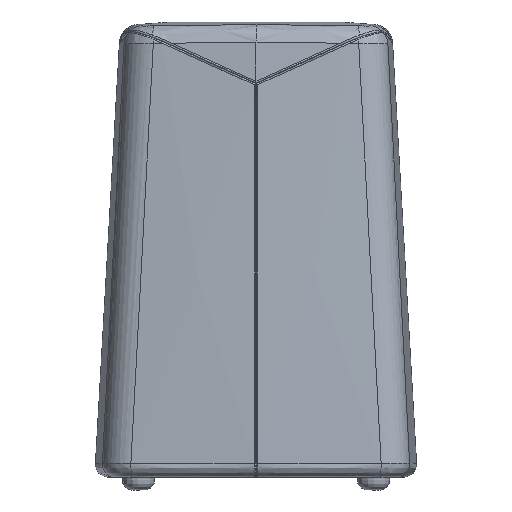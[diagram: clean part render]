
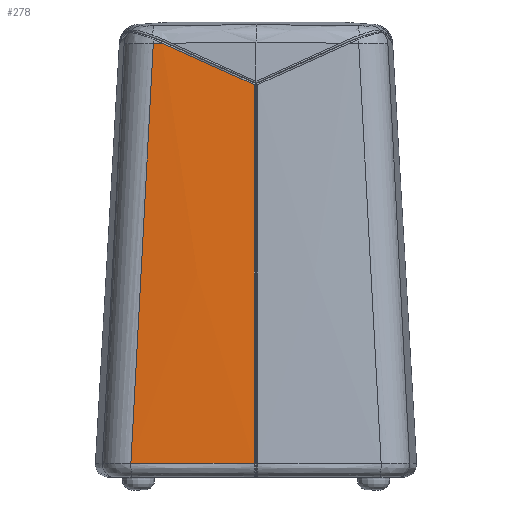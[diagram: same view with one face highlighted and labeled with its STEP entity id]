
A CAD part, left-side view. The second image highlights one B-rep face of the part: STEP entity #278.
In plain terms, the highlighted free-form (B-spline) face has degree [2, 1] with [3, 2] control points.
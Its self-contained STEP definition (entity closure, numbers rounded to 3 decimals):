
#107=(
BOUNDED_SURFACE()
B_SPLINE_SURFACE(2,1,((#4514,#4515),(#4516,#4517),(#4518,#4519)),
 .UNSPECIFIED.,.F.,.F.,.F.)
B_SPLINE_SURFACE_WITH_KNOTS((3,3),(2,2),(2760.501,3151.264),
(0.,1.),.UNSPECIFIED.)
GEOMETRIC_REPRESENTATION_ITEM()
RATIONAL_B_SPLINE_SURFACE(((1.,1.),(0.994,0.996),
(1.,1.)))
REPRESENTATION_ITEM('')
SURFACE()
);
#278=ADVANCED_FACE('',(#398),#107,.T.);
#398=FACE_OUTER_BOUND('',#518,.T.);
#518=EDGE_LOOP('',(#832,#833,#834,#835,#836));
#832=ORIENTED_EDGE('',*,*,#1257,.F.);
#833=ORIENTED_EDGE('',*,*,#1238,.F.);
#834=ORIENTED_EDGE('',*,*,#1240,.T.);
#835=ORIENTED_EDGE('',*,*,#1235,.F.);
#836=ORIENTED_EDGE('',*,*,#1263,.F.);
#1235=EDGE_CURVE('',#1787,#1782,#1468,.T.);
#1238=EDGE_CURVE('',#1792,#1795,#1471,.T.);
#1240=EDGE_CURVE('',#1792,#1782,#1473,.T.);
#1257=EDGE_CURVE('',#1795,#1799,#1622,.T.);
#1263=EDGE_CURVE('',#1799,#1787,#1628,.T.);
#1468=(
BOUNDED_CURVE()
B_SPLINE_CURVE(3,(#4893,#4894,#4895,#4896),.UNSPECIFIED.,.F.,.F.)
B_SPLINE_CURVE_WITH_KNOTS((4,4),(-190.045,-0.99),
 .UNSPECIFIED.)
CURVE()
GEOMETRIC_REPRESENTATION_ITEM()
RATIONAL_B_SPLINE_CURVE((1.,1.,1.,1.))
REPRESENTATION_ITEM('')
);
#1471=(
BOUNDED_CURVE()
B_SPLINE_CURVE(3,(#4906,#4907,#4908,#4909),.UNSPECIFIED.,.F.,.F.)
B_SPLINE_CURVE_WITH_KNOTS((4,4),(-2.411,11.671),
 .UNSPECIFIED.)
CURVE()
GEOMETRIC_REPRESENTATION_ITEM()
RATIONAL_B_SPLINE_CURVE((1.,1.,1.,1.))
REPRESENTATION_ITEM('')
);
#1473=(
BOUNDED_CURVE()
B_SPLINE_CURVE(1,(#4912,#4913),.UNSPECIFIED.,.F.,.F.)
B_SPLINE_CURVE_WITH_KNOTS((2,2),(-0.959,-0.03),
 .UNSPECIFIED.)
CURVE()
GEOMETRIC_REPRESENTATION_ITEM()
RATIONAL_B_SPLINE_CURVE((1.,1.))
REPRESENTATION_ITEM('')
);
#1622=B_SPLINE_CURVE_WITH_KNOTS('',3,(#5072,#5073,#5074,#5075,#5076,#5077,
#5078,#5079,#5080),.UNSPECIFIED.,.F.,.F.,(4,1,1,1,2,4),(553.815,
556.558,559.916,563.275,635.695,709.549),
 .UNSPECIFIED.);
#1628=B_SPLINE_CURVE_WITH_KNOTS('',3,(#5114,#5115,#5116,#5117,#5118),
 .UNSPECIFIED.,.F.,.F.,(4,1,4),(1.925,585.953,589.82),
 .UNSPECIFIED.);
#1782=VERTEX_POINT('',#4833);
#1787=VERTEX_POINT('',#4838);
#1792=VERTEX_POINT('',#4843);
#1795=VERTEX_POINT('',#4846);
#1799=VERTEX_POINT('',#4850);
#4514=CARTESIAN_POINT('',(-549.074,194.973,20.));
#4515=CARTESIAN_POINT('',(-512.81,157.571,720.));
#4516=CARTESIAN_POINT('',(-570.995,0.,20.));
#4517=CARTESIAN_POINT('',(-527.22,0.,720.));
#4518=CARTESIAN_POINT('',(-549.074,-194.973,20.));
#4519=CARTESIAN_POINT('',(-512.81,-157.571,720.));
#4833=CARTESIAN_POINT('',(-547.979,193.843,41.147));
#4838=CARTESIAN_POINT('',(-558.788,3.,41.141));
#4843=CARTESIAN_POINT('',(-514.303,159.111,691.178));
#4846=CARTESIAN_POINT('',(-515.521,144.851,691.901));
#4850=CARTESIAN_POINT('',(-525.25,3.,628.079));
#4893=CARTESIAN_POINT('',(-558.788,3.,41.141));
#4894=CARTESIAN_POINT('',(-558.678,66.748,41.141));
#4895=CARTESIAN_POINT('',(-555.075,130.491,41.143));
#4896=CARTESIAN_POINT('',(-547.979,193.843,41.147));
#4906=CARTESIAN_POINT('',(-514.303,159.111,691.178));
#4907=CARTESIAN_POINT('',(-514.726,154.361,691.465));
#4908=CARTESIAN_POINT('',(-515.132,149.607,691.703));
#4909=CARTESIAN_POINT('',(-515.521,144.851,691.901));
#4912=CARTESIAN_POINT('',(-514.303,159.111,691.178));
#4913=CARTESIAN_POINT('',(-547.979,193.843,41.147));
#5072=CARTESIAN_POINT('',(-515.521,144.851,691.901));
#5073=CARTESIAN_POINT('',(-515.615,144.004,691.531));
#5074=CARTESIAN_POINT('',(-515.818,142.123,690.707));
#5075=CARTESIAN_POINT('',(-516.131,139.192,689.415));
#5076=CARTESIAN_POINT('',(-518.655,115.195,678.781));
#5077=CARTESIAN_POINT('',(-520.619,92.181,668.496));
#5078=CARTESIAN_POINT('',(-523.569,47.793,648.501));
#5079=CARTESIAN_POINT('',(-524.626,25.386,638.326));
#5080=CARTESIAN_POINT('',(-525.25,3.,628.079));
#5114=CARTESIAN_POINT('',(-525.25,3.,628.079));
#5115=CARTESIAN_POINT('',(-536.371,3.,433.734));
#5116=CARTESIAN_POINT('',(-547.498,3.,238.037));
#5117=CARTESIAN_POINT('',(-558.761,3.,42.474));
#5118=CARTESIAN_POINT('',(-558.788,3.,41.141));
